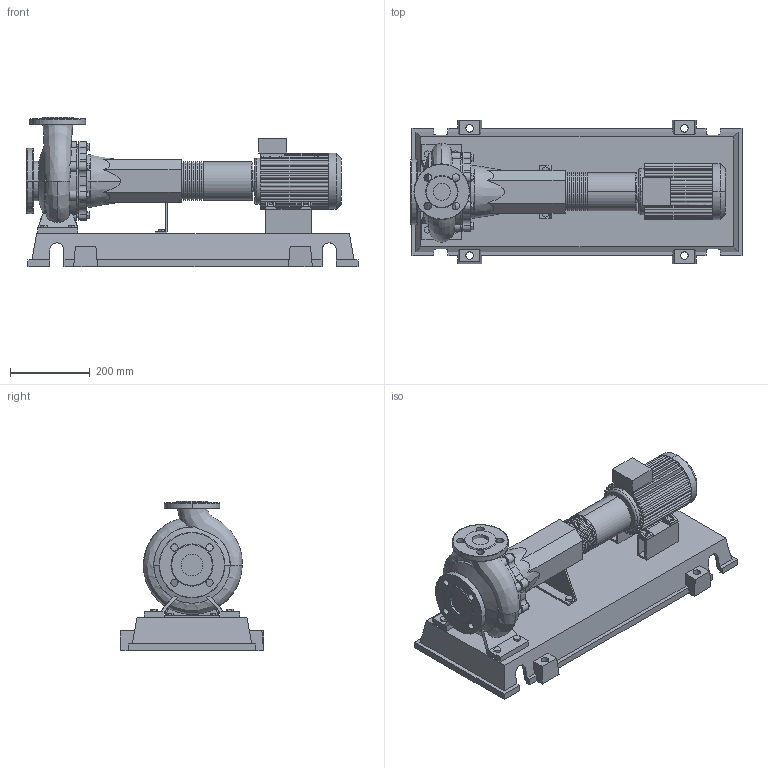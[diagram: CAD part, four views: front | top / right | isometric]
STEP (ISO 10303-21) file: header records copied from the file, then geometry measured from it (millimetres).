
FILE_DESCRIPTION((''),'2;1');
FILE_NAME('3d_NL32_160B-0.37-4-12-4110546.stp','2015-03-02T14:57:28',(''),(''),'Mechanical Desktop 2009','Mechanical Desktop 2009',', , ');
FILE_SCHEMA(('CONFIG_CONTROL_DESIGN'));
Length unit declared in the file: millimetre
Products named in the file (1): Product
Bounding box: 835 x 360 x 375 mm (x, y, z)
Volume: 16668543.3 mm3; surface area: 1756491.7 mm2
Topology: 13 solids, 13 shells, 845 faces, 2268 edges, 1495 vertices
Faces by surface type: plane 445, cylinder 193, bspline 187, cone 10, torus 10
Entity records: 30219 total; most frequent: CARTESIAN_POINT 9120, ORIENTED_EDGE 4538, DIRECTION 4109, EDGE_CURVE 2269, VERTEX_POINT 1494, VECTOR 1479, LINE 1479, AXIS2_PLACEMENT_3D 1315
